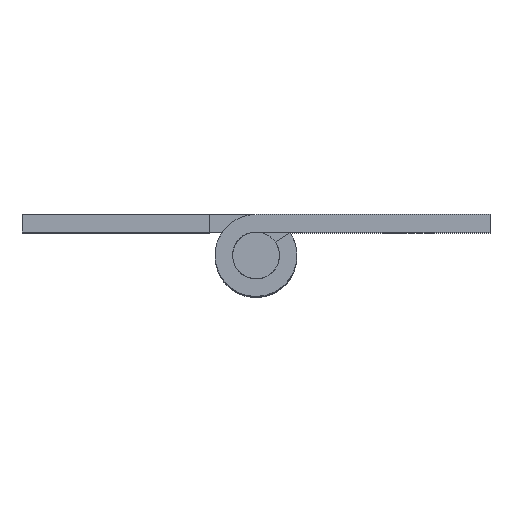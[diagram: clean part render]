
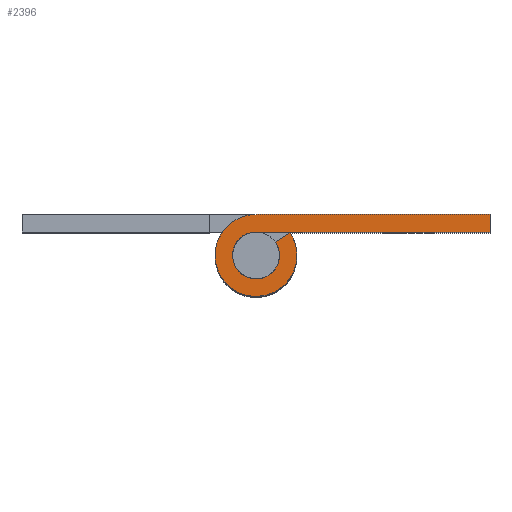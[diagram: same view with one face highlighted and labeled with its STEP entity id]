
A CAD part, top view. The second image highlights one B-rep face of the part: STEP entity #2396.
In plain terms, the highlighted free-form (B-spline) face has degree [1, 1] with [2, 2] control points.
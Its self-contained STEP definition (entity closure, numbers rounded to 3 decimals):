
#2319=CARTESIAN_POINT('',(-4.673,-3.847,60.0));
#2320=CARTESIAN_POINT('',(21.174,-3.847,60.0));
#2321=CARTESIAN_POINT('',(-4.673,3.85,60.0));
#2322=CARTESIAN_POINT('',(21.174,3.85,60.0));
#2323=B_SPLINE_SURFACE_WITH_KNOTS('',1,1,((#2319,#2321),(#2320,#2322)),.UNSPECIFIED.,.F.,.F.,.U.,(2,2),(2,2),(0.0,25.847),(0.0,7.696),.UNSPECIFIED.);
#2324=CARTESIAN_POINT('',(0.,3.5,60.0));
#2325=VERTEX_POINT('',#2324);
#2326=CARTESIAN_POINT('',(20.0,3.5,60.0));
#2327=VERTEX_POINT('',#2326);
#2328=CARTESIAN_POINT('',(0.,3.5,60.0));
#2329=CARTESIAN_POINT('',(20.0,3.5,60.0));
#2330=QUASI_UNIFORM_CURVE('',1,(#2328,#2329),.UNSPECIFIED.,.F.,.U.);
#2331=EDGE_CURVE('',#2325,#2327,#2330,.T.);
#2332=ORIENTED_EDGE('',*,*,#2331,.F.);
#2333=CARTESIAN_POINT('',(2.906,1.95,60.0));
#2334=VERTEX_POINT('',#2333);
#2335=CARTESIAN_POINT('',(2.906,1.95,60.0));
#2336=CARTESIAN_POINT('',(4.429,-0.319,60.));
#2337=CARTESIAN_POINT('',(2.597,-2.347,60.0));
#2338=CARTESIAN_POINT('',(0.764,-4.374,60.));
#2339=CARTESIAN_POINT('',(-1.647,-3.088,60.0));
#2340=CARTESIAN_POINT('',(-4.058,-1.802,60.));
#2341=CARTESIAN_POINT('',(-3.396,0.849,60.0));
#2342=CARTESIAN_POINT('',(-2.733,3.5,60.));
#2343=CARTESIAN_POINT('',(0.0,3.5,60.0));
#2351=(BOUNDED_CURVE()B_SPLINE_CURVE(2,(#2335,#2336,#2337,#2338,#2339,#2340,#2341,#2342,#2343),.UNSPECIFIED.,.F.,.U.)B_SPLINE_CURVE_WITH_KNOTS((3,2,2,2,3),(0.0,0.25,0.5,0.75,1.0),.UNSPECIFIED.)CURVE()GEOMETRIC_REPRESENTATION_ITEM()RATIONAL_B_SPLINE_CURVE((1.0,0.788,1.0,0.788,1.0,0.788,1.0,0.788,1.0))REPRESENTATION_ITEM(''));
#2352=EDGE_CURVE('',#2334,#2325,#2351,.T.);
#2353=ORIENTED_EDGE('',*,*,#2352,.F.);
#2354=CARTESIAN_POINT('',(1.661,1.114,60.0));
#2355=VERTEX_POINT('',#2354);
#2356=CARTESIAN_POINT('',(1.661,1.114,60.0));
#2357=CARTESIAN_POINT('',(2.906,1.95,60.0));
#2358=QUASI_UNIFORM_CURVE('',1,(#2356,#2357),.UNSPECIFIED.,.F.,.U.);
#2359=EDGE_CURVE('',#2355,#2334,#2358,.T.);
#2360=ORIENTED_EDGE('',*,*,#2359,.F.);
#2361=CARTESIAN_POINT('',(0.0,2.0,60.0));
#2362=VERTEX_POINT('',#2361);
#2363=CARTESIAN_POINT('',(1.661,1.114,60.0));
#2364=CARTESIAN_POINT('',(2.531,-0.182,60.));
#2365=CARTESIAN_POINT('',(1.484,-1.341,60.0));
#2366=CARTESIAN_POINT('',(0.437,-2.5,60.));
#2367=CARTESIAN_POINT('',(-0.941,-1.765,60.0));
#2368=CARTESIAN_POINT('',(-2.319,-1.03,60.));
#2369=CARTESIAN_POINT('',(-1.94,0.485,60.0));
#2370=CARTESIAN_POINT('',(-1.562,2.,60.));
#2371=CARTESIAN_POINT('',(0.0,2.0,60.0));
#2379=(BOUNDED_CURVE()B_SPLINE_CURVE(2,(#2363,#2364,#2365,#2366,#2367,#2368,#2369,#2370,#2371),.UNSPECIFIED.,.F.,.U.)B_SPLINE_CURVE_WITH_KNOTS((3,2,2,2,3),(0.0,0.25,0.5,0.75,1.0),.UNSPECIFIED.)CURVE()GEOMETRIC_REPRESENTATION_ITEM()RATIONAL_B_SPLINE_CURVE((1.0,0.788,1.0,0.788,1.0,0.788,1.0,0.788,1.0))REPRESENTATION_ITEM(''));
#2380=EDGE_CURVE('',#2355,#2362,#2379,.T.);
#2381=ORIENTED_EDGE('',*,*,#2380,.T.);
#2382=CARTESIAN_POINT('',(20.0,2.0,60.0));
#2383=VERTEX_POINT('',#2382);
#2384=CARTESIAN_POINT('',(20.0,2.0,60.0));
#2385=CARTESIAN_POINT('',(0.0,2.0,60.0));
#2386=QUASI_UNIFORM_CURVE('',1,(#2384,#2385),.UNSPECIFIED.,.F.,.U.);
#2387=EDGE_CURVE('',#2383,#2362,#2386,.T.);
#2388=ORIENTED_EDGE('',*,*,#2387,.F.);
#2389=CARTESIAN_POINT('',(20.0,3.5,60.0));
#2390=CARTESIAN_POINT('',(20.0,2.0,60.0));
#2391=QUASI_UNIFORM_CURVE('',1,(#2389,#2390),.UNSPECIFIED.,.F.,.U.);
#2392=EDGE_CURVE('',#2327,#2383,#2391,.T.);
#2393=ORIENTED_EDGE('',*,*,#2392,.F.);
#2394=EDGE_LOOP('',(#2332,#2353,#2360,#2381,#2388,#2393));
#2395=FACE_OUTER_BOUND('',#2394,.T.);
#2396=ADVANCED_FACE('',(#2395),#2323,.T.);
